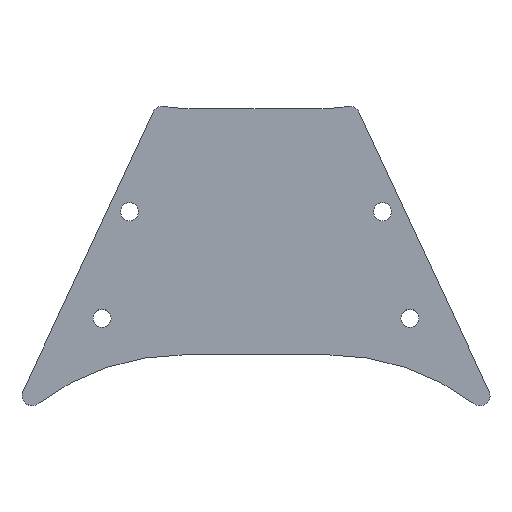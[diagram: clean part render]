
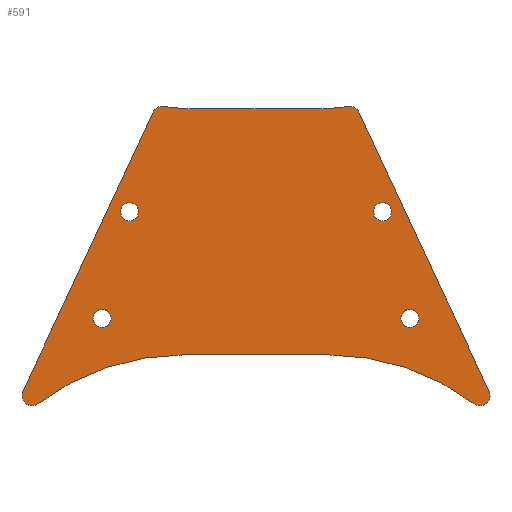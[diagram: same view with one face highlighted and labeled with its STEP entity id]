
A CAD part, top view. The second image highlights one B-rep face of the part: STEP entity #591.
In plain terms, the highlighted planar face has unit normal (0, 0, 1).
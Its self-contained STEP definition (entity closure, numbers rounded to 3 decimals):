
#42=CARTESIAN_POINT('',(9.018,12.933,8.796));
#43=VERTEX_POINT('',#42);
#50=CARTESIAN_POINT('',(24.915,-21.157,8.796));
#51=VERTEX_POINT('',#50);
#52=CARTESIAN_POINT('',(24.915,-21.157,8.796));
#53=DIRECTION('',(-0.423,0.906,0.));
#54=VECTOR('',#53,37.615);
#55=LINE('',#52,#54);
#56=EDGE_CURVE('',#51,#43,#55,.T.);
#72=CARTESIAN_POINT('',(7.703,13.642,8.796));
#73=VERTEX_POINT('',#72);
#74=CARTESIAN_POINT('',(3.462,13.332,8.796));
#75=VERTEX_POINT('',#74);
#76=CARTESIAN_POINT('',(3.462,42.532,8.796));
#77=DIRECTION('',(0.,0.,-1.));
#78=DIRECTION('',(1.,0.,0.));
#79=AXIS2_PLACEMENT_3D('',#76,#77,#78);
#80=CIRCLE('',#79,29.2);
#81=EDGE_CURVE('',#73,#75,#80,.T.);
#122=CARTESIAN_POINT('',(-10.591,13.332,8.796));
#123=VERTEX_POINT('',#122);
#130=CARTESIAN_POINT('',(-10.591,13.332,8.796));
#131=DIRECTION('',(1.,0.,0.));
#132=VECTOR('',#131,14.053);
#133=LINE('',#130,#132);
#134=EDGE_CURVE('',#123,#75,#133,.T.);
#154=CARTESIAN_POINT('',(-14.833,13.642,8.796));
#155=VERTEX_POINT('',#154);
#162=CARTESIAN_POINT('',(-10.591,42.532,8.796));
#163=DIRECTION('',(0.,0.,-1.));
#164=DIRECTION('',(1.,0.,0.));
#165=AXIS2_PLACEMENT_3D('',#162,#163,#164);
#166=CIRCLE('',#165,29.2);
#167=EDGE_CURVE('',#123,#155,#166,.T.);
#178=CARTESIAN_POINT('',(-16.147,12.933,8.796));
#179=VERTEX_POINT('',#178);
#180=CARTESIAN_POINT('',(-32.044,-21.157,8.796));
#181=VERTEX_POINT('',#180);
#182=CARTESIAN_POINT('',(-16.147,12.933,8.796));
#183=DIRECTION('',(-0.423,-0.906,0.));
#184=VECTOR('',#183,37.615);
#185=LINE('',#182,#184);
#186=EDGE_CURVE('',#179,#181,#185,.T.);
#218=CARTESIAN_POINT('',(-12.476,-16.721,8.796));
#219=VERTEX_POINT('',#218);
#220=CARTESIAN_POINT('',(-30.154,-22.68,8.796));
#221=VERTEX_POINT('',#220);
#222=CARTESIAN_POINT('',(-12.476,-45.921,8.796));
#223=DIRECTION('',(0.,0.,1.));
#224=DIRECTION('',(1.,0.,-0.));
#225=AXIS2_PLACEMENT_3D('',#222,#223,#224);
#226=CIRCLE('',#225,29.2);
#227=EDGE_CURVE('',#219,#221,#226,.T.);
#268=CARTESIAN_POINT('',(5.347,-16.721,8.796));
#269=VERTEX_POINT('',#268);
#276=CARTESIAN_POINT('',(5.347,-16.721,8.796));
#277=DIRECTION('',(-1.,-0.,0.));
#278=VECTOR('',#277,17.823);
#279=LINE('',#276,#278);
#280=EDGE_CURVE('',#269,#219,#279,.T.);
#293=CARTESIAN_POINT('',(14.147,-12.273,8.796));
#294=VERTEX_POINT('',#293);
#318=CARTESIAN_POINT('',(16.347,-12.273,8.796));
#319=VERTEX_POINT('',#318);
#320=CARTESIAN_POINT('',(15.247,-12.273,8.796));
#321=DIRECTION('',(0.,0.,1.));
#322=DIRECTION('',(1.,0.,-0.));
#323=AXIS2_PLACEMENT_3D('',#320,#321,#322);
#324=CIRCLE('',#323,1.1);
#325=EDGE_CURVE('',#294,#319,#324,.T.);
#327=CARTESIAN_POINT('',(15.247,-12.273,8.796));
#328=DIRECTION('',(0.,0.,1.));
#329=DIRECTION('',(1.,0.,-0.));
#330=AXIS2_PLACEMENT_3D('',#327,#328,#329);
#331=CIRCLE('',#330,1.1);
#332=EDGE_CURVE('',#319,#294,#331,.T.);
#344=CARTESIAN_POINT('',(-20.129,0.767,8.796));
#345=VERTEX_POINT('',#344);
#369=CARTESIAN_POINT('',(-17.929,0.767,8.796));
#370=VERTEX_POINT('',#369);
#371=CARTESIAN_POINT('',(-19.029,0.767,8.796));
#372=DIRECTION('',(0.,0.,1.));
#373=DIRECTION('',(1.,0.,-0.));
#374=AXIS2_PLACEMENT_3D('',#371,#372,#373);
#375=CIRCLE('',#374,1.1);
#376=EDGE_CURVE('',#345,#370,#375,.T.);
#378=CARTESIAN_POINT('',(-19.029,0.767,8.796));
#379=DIRECTION('',(0.,0.,1.));
#380=DIRECTION('',(1.,0.,-0.));
#381=AXIS2_PLACEMENT_3D('',#378,#379,#380);
#382=CIRCLE('',#381,1.1);
#383=EDGE_CURVE('',#370,#345,#382,.T.);
#402=CARTESIAN_POINT('',(23.025,-22.68,8.796));
#403=VERTEX_POINT('',#402);
#410=CARTESIAN_POINT('',(5.347,-45.921,8.796));
#411=DIRECTION('',(0.,0.,1.));
#412=DIRECTION('',(1.,0.,-0.));
#413=AXIS2_PLACEMENT_3D('',#410,#411,#412);
#414=CIRCLE('',#413,29.2);
#415=EDGE_CURVE('',#403,#269,#414,.T.);
#428=CARTESIAN_POINT('',(10.796,0.767,8.796));
#429=VERTEX_POINT('',#428);
#453=CARTESIAN_POINT('',(12.996,0.767,8.796));
#454=VERTEX_POINT('',#453);
#455=CARTESIAN_POINT('',(11.896,0.767,8.796));
#456=DIRECTION('',(0.,0.,1.));
#457=DIRECTION('',(1.,0.,-0.));
#458=AXIS2_PLACEMENT_3D('',#455,#456,#457);
#459=CIRCLE('',#458,1.1);
#460=EDGE_CURVE('',#429,#454,#459,.T.);
#462=CARTESIAN_POINT('',(11.896,0.767,8.796));
#463=DIRECTION('',(0.,0.,1.));
#464=DIRECTION('',(1.,0.,-0.));
#465=AXIS2_PLACEMENT_3D('',#462,#463,#464);
#466=CIRCLE('',#465,1.1);
#467=EDGE_CURVE('',#454,#429,#466,.T.);
#479=CARTESIAN_POINT('',(-23.48,-12.273,8.796));
#480=VERTEX_POINT('',#479);
#504=CARTESIAN_POINT('',(-21.28,-12.273,8.796));
#505=VERTEX_POINT('',#504);
#506=CARTESIAN_POINT('',(-22.38,-12.273,8.796));
#507=DIRECTION('',(0.,0.,1.));
#508=DIRECTION('',(1.,0.,-0.));
#509=AXIS2_PLACEMENT_3D('',#506,#507,#508);
#510=CIRCLE('',#509,1.1);
#511=EDGE_CURVE('',#480,#505,#510,.T.);
#513=CARTESIAN_POINT('',(-22.38,-12.273,8.796));
#514=DIRECTION('',(0.,0.,1.));
#515=DIRECTION('',(1.,0.,-0.));
#516=AXIS2_PLACEMENT_3D('',#513,#514,#515);
#517=CIRCLE('',#516,1.1);
#518=EDGE_CURVE('',#505,#480,#517,.T.);
#523=CARTESIAN_POINT('',(-0.,0.,8.796));
#524=DIRECTION('',(0.,0.,1.));
#525=DIRECTION('',(1.,0.,0.));
#526=AXIS2_PLACEMENT_3D('',#523,#524,#525);
#527=PLANE('',#526);
#528=ORIENTED_EDGE('',*,*,#460,.F.);
#529=ORIENTED_EDGE('',*,*,#467,.F.);
#530=EDGE_LOOP('',(#528,#529));
#531=FACE_BOUND('',#530,.T.);
#532=ORIENTED_EDGE('',*,*,#56,.T.);
#533=CARTESIAN_POINT('',(7.885,12.405,8.796));
#534=DIRECTION('',(0.,0.,1.));
#535=DIRECTION('',(1.,0.,-0.));
#536=AXIS2_PLACEMENT_3D('',#533,#534,#535);
#537=CIRCLE('',#536,1.25);
#538=EDGE_CURVE('',#43,#73,#537,.T.);
#539=ORIENTED_EDGE('',*,*,#538,.T.);
#540=ORIENTED_EDGE('',*,*,#81,.T.);
#541=ORIENTED_EDGE('',*,*,#134,.F.);
#542=ORIENTED_EDGE('',*,*,#167,.T.);
#543=CARTESIAN_POINT('',(-15.014,12.405,8.796));
#544=DIRECTION('',(0.,0.,1.));
#545=DIRECTION('',(1.,0.,-0.));
#546=AXIS2_PLACEMENT_3D('',#543,#544,#545);
#547=CIRCLE('',#546,1.25);
#548=EDGE_CURVE('',#155,#179,#547,.T.);
#549=ORIENTED_EDGE('',*,*,#548,.T.);
#550=ORIENTED_EDGE('',*,*,#186,.T.);
#551=CARTESIAN_POINT('',(-32.161,-21.685,8.796));
#552=VERTEX_POINT('',#551);
#553=CARTESIAN_POINT('',(-30.911,-21.685,8.796));
#554=DIRECTION('',(0.,0.,1.));
#555=DIRECTION('',(1.,0.,-0.));
#556=AXIS2_PLACEMENT_3D('',#553,#554,#555);
#557=CIRCLE('',#556,1.25);
#558=EDGE_CURVE('',#181,#552,#557,.T.);
#559=ORIENTED_EDGE('',*,*,#558,.T.);
#560=CARTESIAN_POINT('',(-30.911,-21.685,8.796));
#561=DIRECTION('',(0.,0.,1.));
#562=DIRECTION('',(1.,0.,-0.));
#563=AXIS2_PLACEMENT_3D('',#560,#561,#562);
#564=CIRCLE('',#563,1.25);
#565=EDGE_CURVE('',#552,#221,#564,.T.);
#566=ORIENTED_EDGE('',*,*,#565,.T.);
#567=ORIENTED_EDGE('',*,*,#227,.F.);
#568=ORIENTED_EDGE('',*,*,#280,.F.);
#569=ORIENTED_EDGE('',*,*,#415,.F.);
#570=CARTESIAN_POINT('',(23.782,-21.685,8.796));
#571=DIRECTION('',(0.,0.,1.));
#572=DIRECTION('',(1.,0.,-0.));
#573=AXIS2_PLACEMENT_3D('',#570,#571,#572);
#574=CIRCLE('',#573,1.25);
#575=EDGE_CURVE('',#403,#51,#574,.T.);
#576=ORIENTED_EDGE('',*,*,#575,.T.);
#577=EDGE_LOOP('',(#532,#539,#540,#541,#542,#549,#550,#559,#566,#567,#568,#569,#576));
#578=FACE_BOUND('',#577,.T.);
#579=ORIENTED_EDGE('',*,*,#376,.F.);
#580=ORIENTED_EDGE('',*,*,#383,.F.);
#581=EDGE_LOOP('',(#579,#580));
#582=FACE_BOUND('',#581,.T.);
#583=ORIENTED_EDGE('',*,*,#325,.F.);
#584=ORIENTED_EDGE('',*,*,#332,.F.);
#585=EDGE_LOOP('',(#583,#584));
#586=FACE_BOUND('',#585,.T.);
#587=ORIENTED_EDGE('',*,*,#511,.F.);
#588=ORIENTED_EDGE('',*,*,#518,.F.);
#589=EDGE_LOOP('',(#587,#588));
#590=FACE_BOUND('',#589,.T.);
#591=ADVANCED_FACE('',(#531,#578,#582,#586,#590),#527,.T.);
